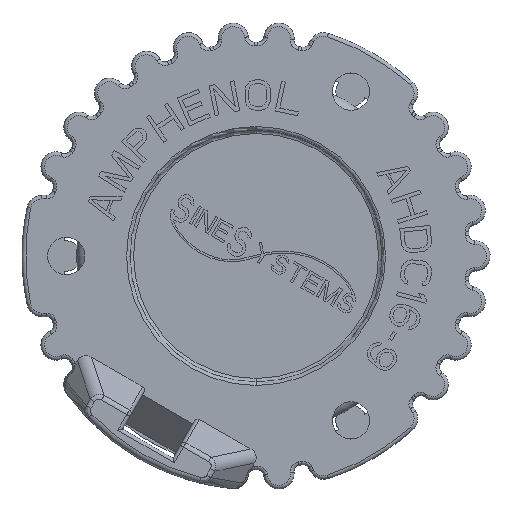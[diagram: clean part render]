
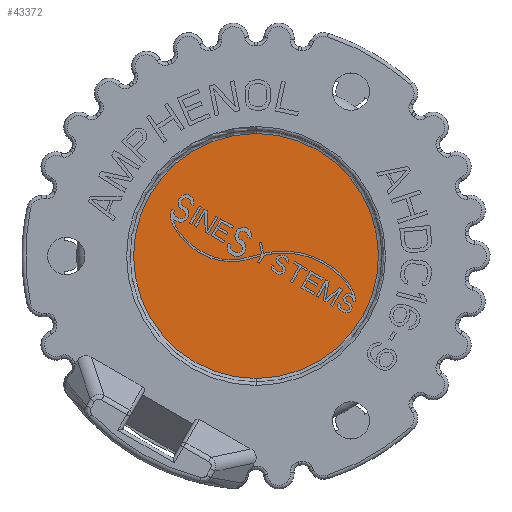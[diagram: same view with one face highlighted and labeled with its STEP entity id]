
A CAD part, front view. The second image highlights one B-rep face of the part: STEP entity #43372.
In plain terms, the highlighted planar face has unit normal (0, -1, 0).
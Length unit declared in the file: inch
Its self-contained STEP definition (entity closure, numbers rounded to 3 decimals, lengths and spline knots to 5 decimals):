
#30286=CARTESIAN_POINT('',(0.,2.9,0.));
#30287=DIRECTION('',(0.,-1.,0.));
#30288=DIRECTION('',(-0.011,0.,1.));
#30289=AXIS2_PLACEMENT_3D('',#30286,#30287,#30288);
#30291=CARTESIAN_POINT('',(0.,2.9,0.));
#30292=DIRECTION('',(0.,-1.,0.));
#30293=DIRECTION('',(0.,0.,1.));
#30294=AXIS2_PLACEMENT_3D('',#30291,#30292,#30293);
#30296=CARTESIAN_POINT('',(0.,2.9,0.));
#30297=DIRECTION('',(0.,-1.,0.));
#30298=DIRECTION('',(0.011,0.,-1.));
#30299=AXIS2_PLACEMENT_3D('',#30296,#30297,#30298);
#30301=CARTESIAN_POINT('',(0.,2.9,0.));
#30302=DIRECTION('',(0.,1.,0.));
#30303=DIRECTION('',(0.011,0.,-1.));
#30304=AXIS2_PLACEMENT_3D('',#30301,#30302,#30303);
#35278=CARTESIAN_POINT('',(0.,2.9,10.5));
#35279=CARTESIAN_POINT('',(-0.12041,2.9,10.49931));
#35280=VERTEX_POINT('',#35278);
#35281=VERTEX_POINT('',#35279);
#35282=CARTESIAN_POINT('',(0.,2.9,-10.5));
#35283=VERTEX_POINT('',#35282);
#35284=CARTESIAN_POINT('',(0.12041,2.9,-10.49931));
#35285=VERTEX_POINT('',#35284);
#43359=CARTESIAN_POINT('',(0.,2.9,0.));
#43360=DIRECTION('',(0.,1.,0.));
#43361=DIRECTION('',(0.,0.,-1.));
#43362=AXIS2_PLACEMENT_3D('',#43359,#43360,#43361);
#43363=PLANE('',#43362);
#43364=ORIENTED_EDGE('',*,*,#43349,.F.);
#43365=ORIENTED_EDGE('',*,*,#43347,.F.);
#43367=ORIENTED_EDGE('',*,*,#43366,.F.);
#43369=ORIENTED_EDGE('',*,*,#43368,.T.);
#43370=EDGE_LOOP('',(#43364,#43365,#43367,#43369));
#43371=FACE_OUTER_BOUND('',#43370,.F.);
#43372=ADVANCED_FACE('',(#43371),#43363,.F.);
#30290=CIRCLE('',#30289,10.5);
#30295=CIRCLE('',#30294,10.5);
#30300=CIRCLE('',#30299,10.5);
#30305=CIRCLE('',#30304,10.5);
#43347=EDGE_CURVE('',#35280,#35281,#30295,.T.);
#43349=EDGE_CURVE('',#35281,#35283,#30290,.T.);
#43366=EDGE_CURVE('',#35285,#35280,#30300,.T.);
#43368=EDGE_CURVE('',#35285,#35283,#30305,.T.);
